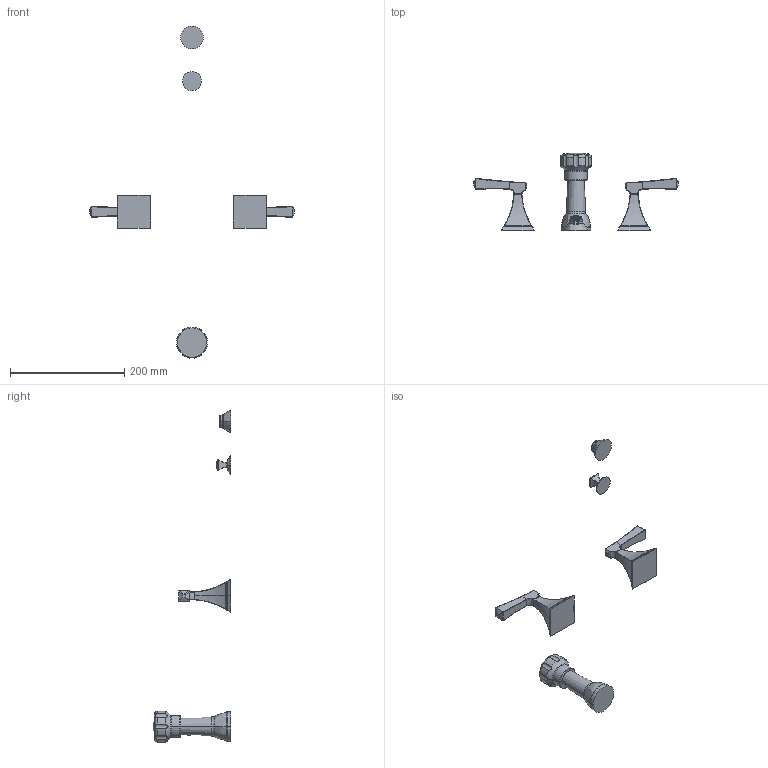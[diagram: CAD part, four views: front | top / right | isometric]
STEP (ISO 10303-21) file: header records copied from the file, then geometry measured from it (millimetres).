
FILE_DESCRIPTION((''),'2;1');
FILE_NAME('2579','2021-01-29T14:03:34',('jinson.thomas'),(''),'CREO PARAMETRIC BY PTC INC, 2018400','CREO PARAMETRIC BY PTC INC, 2018400','');
FILE_SCHEMA(('CONFIG_CONTROL_DESIGN'));
Length unit declared in the file: inch
Products named in the file (1): 2579
Bounding box: 358.24 x 135.97 x 580.53 mm (x, y, z)
Volume: 379315.9 mm3; surface area: 66975.2 mm2
Topology: 5 solids, 5 shells, 492 faces, 1116 edges, 645 vertices
Faces by surface type: bspline 212, cylinder 114, plane 76, sphere 34, torus 22, extrusion 20, cone 14
Entity records: 23060 total; most frequent: CARTESIAN_POINT 13523, ORIENTED_EDGE 2228, DIRECTION 1594, EDGE_CURVE 1114, VERTEX_POINT 645, AXIS2_PLACEMENT_3D 640, EDGE_LOOP 505, FACE_OUTER_BOUND 492
